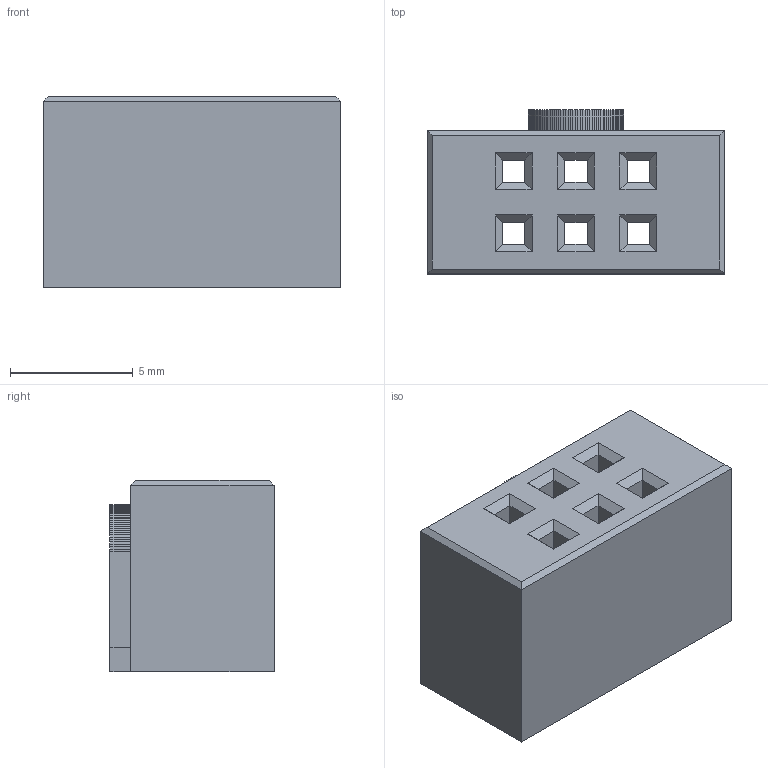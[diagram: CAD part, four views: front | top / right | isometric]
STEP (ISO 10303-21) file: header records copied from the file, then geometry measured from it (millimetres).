
FILE_DESCRIPTION(('FreeCAD Model'),'2;1');
FILE_NAME('Open CASCADE Shape Model','2024-09-24T21:42:15',(''),(''), 'Open CASCADE STEP processor 7.7','FreeCAD','Unknown');
FILE_SCHEMA(('AP242_MANAGED_MODEL_BASED_3D_ENGINEERING_MIM_LF. {1 0 10303 442 1 1 4 }'));
Length unit declared in the file: millimetre
Products named in the file (1): difference
Bounding box: 12.12 x 6.7 x 7.8 mm (x, y, z)
Volume: 534.4 mm3; surface area: 590.5 mm2
Topology: 1 solids, 1 shells, 125 faces, 339 edges, 216 vertices
Faces by surface type: plane 125
Entity records: 8090 total; most frequent: CARTESIAN_POINT 1535, DIRECTION 1093, LINE 841, VECTOR 841, ORIENTED_EDGE 678, PCURVE 678, DEFINITIONAL_REPRESENTATION 678, EDGE_CURVE 339
